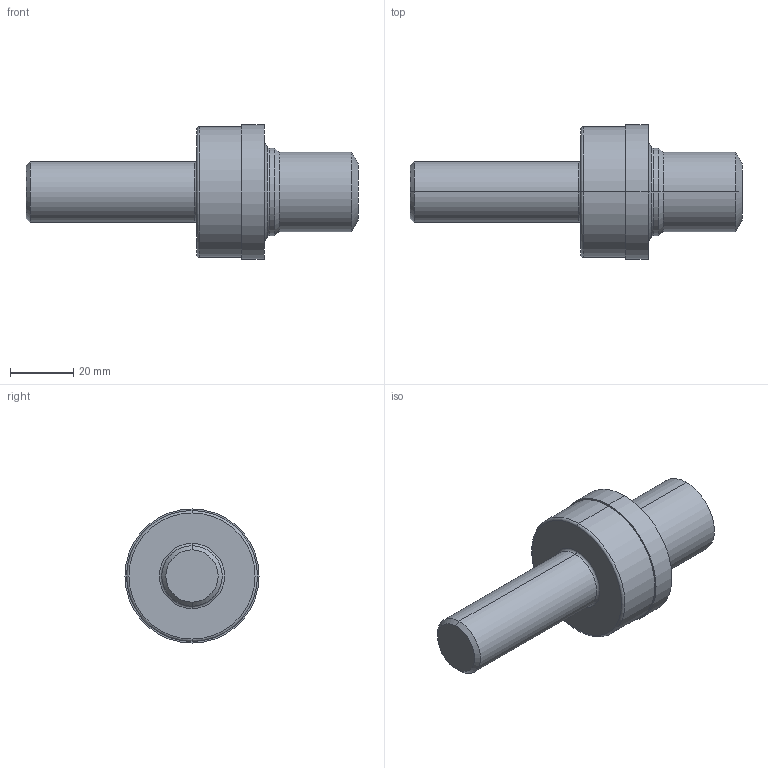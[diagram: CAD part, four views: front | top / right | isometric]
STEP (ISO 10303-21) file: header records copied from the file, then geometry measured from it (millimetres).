
FILE_DESCRIPTION (( 'STEP AP203' ), '1' );
FILE_NAME ('AS5202-12R.STEP', '2024-06-19T19:16:16', ( '' ), ( '' ), 'SwSTEP 2.0', 'SolidWorks 2022', '' );
FILE_SCHEMA (( 'CONFIG_CONTROL_DESIGN' ));
Length unit declared in the file: inch
Products named in the file (1): AS5202-12R
Bounding box: 104.65 x 42.29 x 42.29 mm (x, y, z)
Volume: 58986.6 mm3; surface area: 10792.4 mm2
Topology: 1 solids, 1 shells, 29 faces, 56 edges, 32 vertices
Faces by surface type: cylinder 10, cone 8, torus 6, plane 5
Entity records: 819 total; most frequent: DIRECTION 154, CARTESIAN_POINT 118, ORIENTED_EDGE 112, AXIS2_PLACEMENT_3D 68, EDGE_CURVE 56, CIRCLE 38, EDGE_LOOP 32, VERTEX_POINT 32
